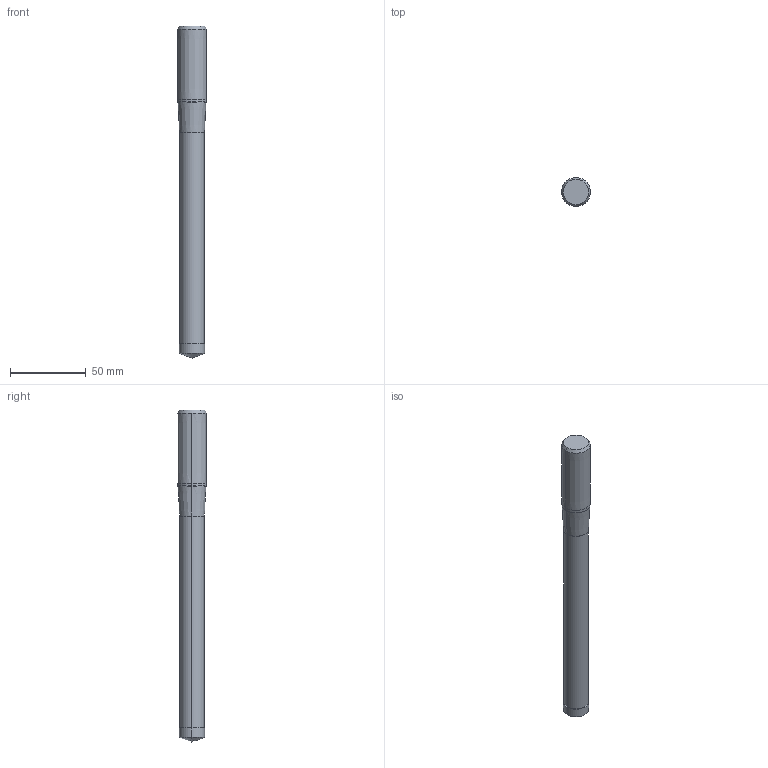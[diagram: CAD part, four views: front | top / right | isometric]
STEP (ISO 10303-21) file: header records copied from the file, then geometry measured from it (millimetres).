
FILE_DESCRIPTION(/* description */ (''),/* implementation_level */ '2;1');
FILE_NAME(/* name */ 'STAWLN0044_ID0_6563.stp',/* time_stamp */ '2025-06-11T16:55:08+09:00',/* author */ (''),/* organization */ (''),/* preprocessor_version */ 'ST-DEVELOPER v18.101',/* originating_system */ 'SIEMENS PLM Software NX 2011',/* authorisation */ '');
FILE_SCHEMA (('AUTOMOTIVE_DESIGN { 1 0 10303 214 3 1 1 1 }'));
Length unit declared in the file: millimetre
Products named in the file (1): STAWLN0044_ID0_6563_ASM
Bounding box: 19.08 x 19.08 x 219.04 mm (x, y, z)
Volume: 49034 mm3; surface area: 12390.4 mm2
Topology: 2 solids, 2 shells, 23 faces, 48 edges, 32 vertices
Faces by surface type: cone 10, cylinder 6, torus 4, plane 3
Entity records: 702 total; most frequent: DIRECTION 134, CARTESIAN_POINT 101, ORIENTED_EDGE 84, AXIS2_PLACEMENT_3D 57, EDGE_CURVE 42, CIRCLE 26, ADVANCED_FACE 23, FACE_OUTER_BOUND 23
